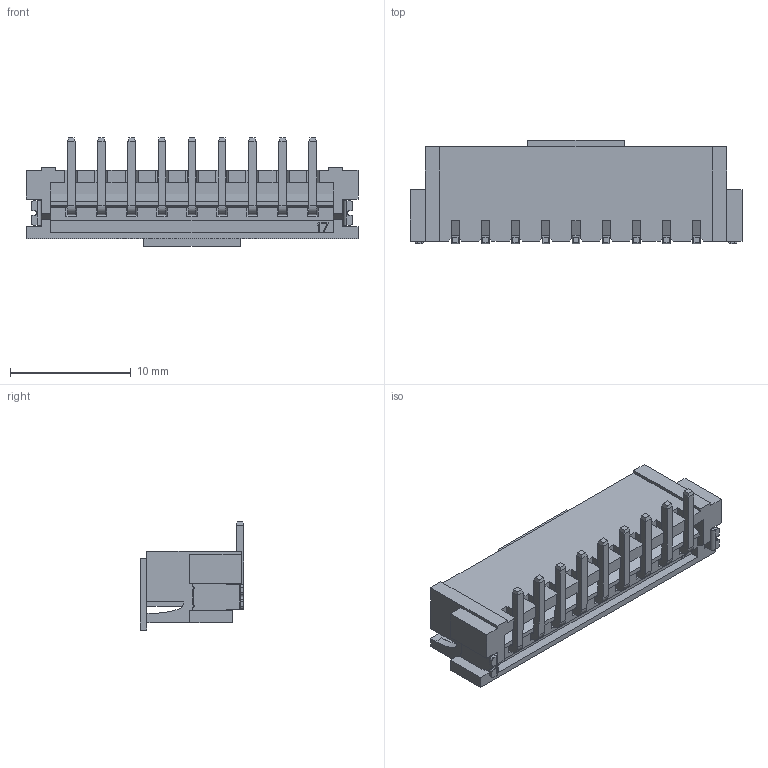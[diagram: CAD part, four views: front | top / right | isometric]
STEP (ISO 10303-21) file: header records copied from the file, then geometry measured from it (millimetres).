
FILE_DESCRIPTION((''),'2;1');
FILE_NAME('250-WTB-M-ST-SMT-CONN-7P','2020-07-06T',('Administrator'),(''),'PRO/ENGINEER BY PARAMETRIC TECHNOLOGY CORPORATION, 2009440','PRO/ENGINEER BY PARAMETRIC TECHNOLOGY CORPORATION, 2009440','');
FILE_SCHEMA(('CONFIG_CONTROL_DESIGN'));
Length unit declared in the file: millimetre
Products named in the file (1): 250-WTB-M-ST-SMT-CONN-7P
Bounding box: 27.5 x 8.56 x 8.95 mm (x, y, z)
Volume: 594.5 mm3; surface area: 1678.9 mm2
Topology: 1 solids, 1 shells, 622 faces, 1712 edges, 1084 vertices
Faces by surface type: plane 547, cylinder 75
Entity records: 19366 total; most frequent: CARTESIAN_POINT 3432, ORIENTED_EDGE 3424, DIRECTION 3106, EDGE_CURVE 1712, VECTOR 1546, LINE 1546, VERTEX_POINT 1084, AXIS2_PLACEMENT_3D 780
